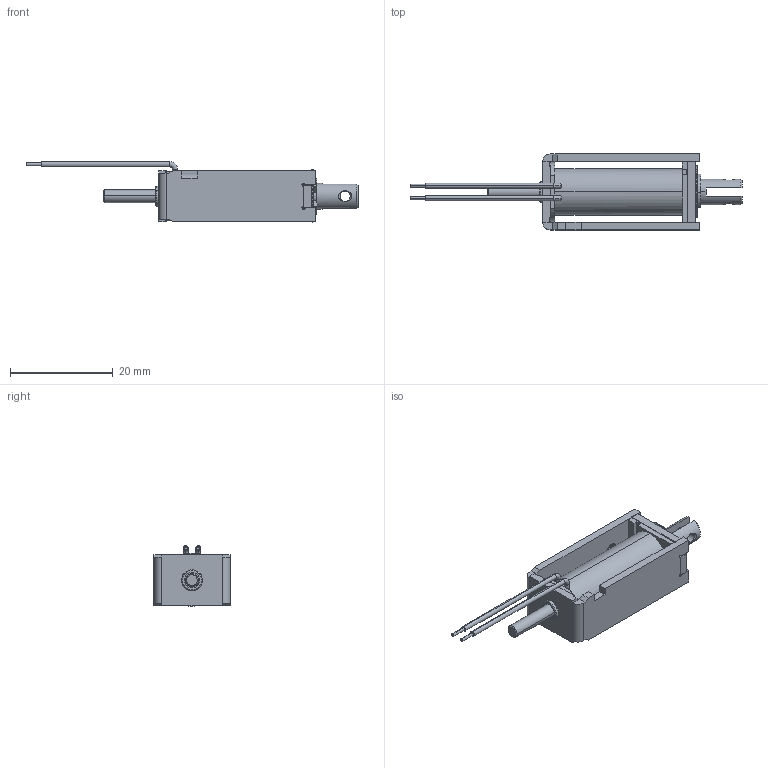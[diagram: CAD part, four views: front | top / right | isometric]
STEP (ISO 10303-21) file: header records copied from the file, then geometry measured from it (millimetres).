
FILE_DESCRIPTION (( 'STEP AP203' ), '1' );
FILE_NAME ('0530S.STEP', '2019-10-23T02:08:06', ( 'user' ), ( '' ), 'SwSTEP 2.0', 'SolidWorks 2011', '' );
FILE_SCHEMA (( 'CONFIG_CONTROL_DESIGN' ));
Length unit declared in the file: millimetre
Products named in the file (9): 0530S; BD031092壓縮; BD020301; BD060216; DB05301A; DE05102R; 0530線圈組下出線; DA05003A; DD05301R
Assembly tree (8 placements, depth 2):
  0530S
    DD05301R
    0530線圈組下出線
    BD031092壓縮
    BD020301
    DE05102R
    DB05301A
    BD060216
    DA05003A
Bounding box: 64.6 x 15 x 11.76 mm (x, y, z)
Volume: 3183.6 mm3; surface area: 5065.8 mm2
Topology: 8 solids, 8 shells, 318 faces, 762 edges, 483 vertices
Faces by surface type: plane 167, cylinder 95, cone 50, torus 4, bspline 2
Entity records: 15937 total; most frequent: CARTESIAN_POINT 7362, DIRECTION 1676, ORIENTED_EDGE 1520, EDGE_CURVE 760, AXIS2_PLACEMENT_3D 603, VERTEX_POINT 483, VECTOR 470, LINE 470
